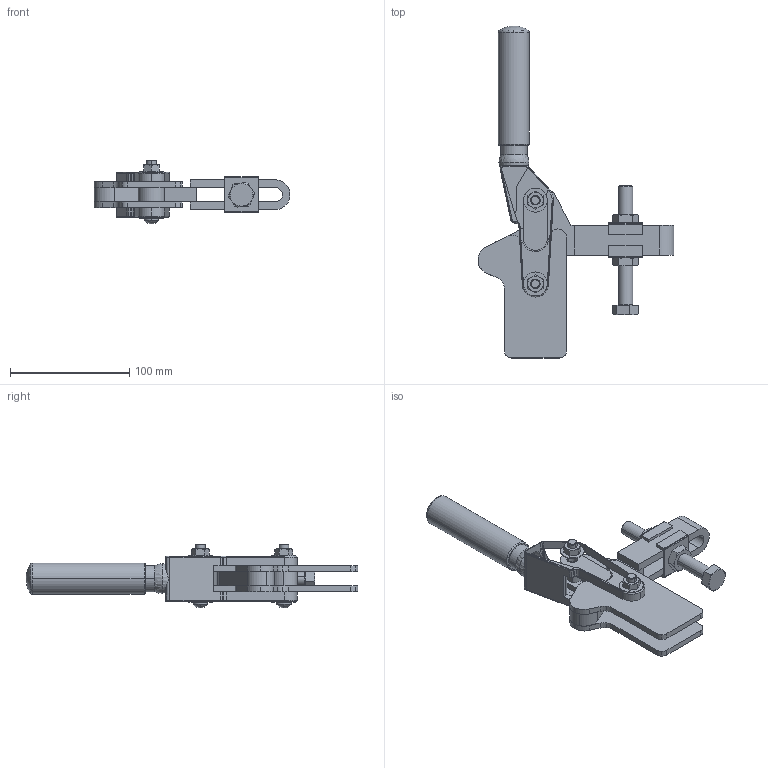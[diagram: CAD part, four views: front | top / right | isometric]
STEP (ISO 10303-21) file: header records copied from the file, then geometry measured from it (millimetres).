
FILE_DESCRIPTION((''),'2;1');
FILE_NAME('M20U.stp','2006-07-12T08:13:58',('Matthew'),(''),'Autodesk Inventor 8','Autodesk Inventor 8','');
FILE_SCHEMA(('AUTOMOTIVE_DESIGN { 1 0 10303 214 1 1 1 1 }'));
Length unit declared in the file: millimetre
Products named in the file (7): M20U; M20U1; M20U2; M20U3; M20U4; M20U5; M20U6
Assembly tree (6 placements, depth 2):
  M20U
    M20U1
    M20U2
    M20U3
    M20U4
    M20U5
    M20U6
Bounding box: 163.99 x 277.85 x 53.47 mm (x, y, z)
Volume: 276882.4 mm3; surface area: 93167.3 mm2
Topology: 7 solids, 7 shells, 378 faces, 962 edges, 610 vertices
Faces by surface type: cylinder 161, plane 128, cone 60, torus 20, sphere 7, bspline 2
Entity records: 11758 total; most frequent: CARTESIAN_POINT 2316, DIRECTION 2084, ORIENTED_EDGE 1914, EDGE_CURVE 957, AXIS2_PLACEMENT_3D 828, VERTEX_POINT 609, CIRCLE 439, VECTOR 428
